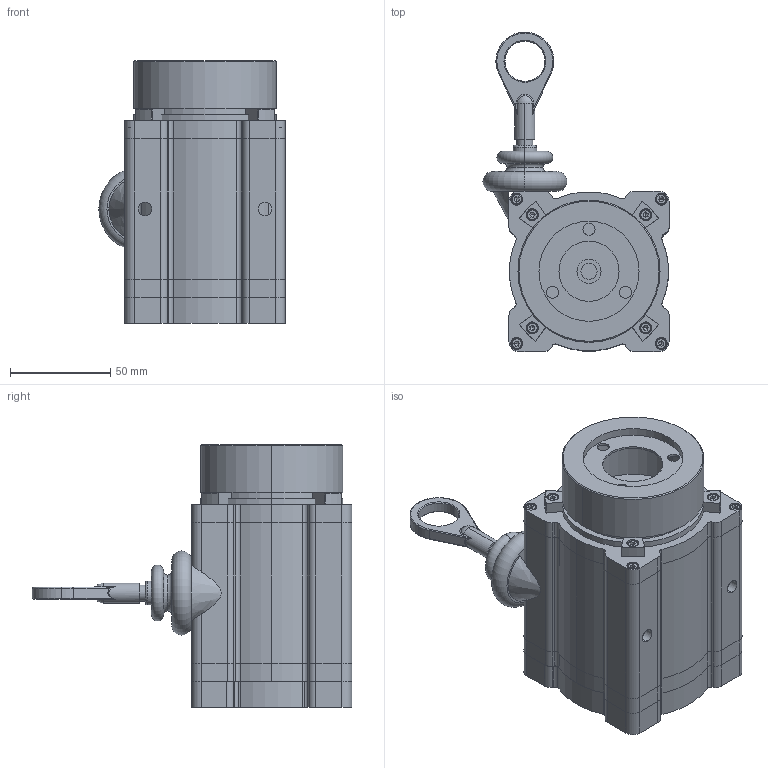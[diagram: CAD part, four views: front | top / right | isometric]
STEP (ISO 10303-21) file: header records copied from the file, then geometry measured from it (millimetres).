
FILE_DESCRIPTION (( 'STEP AP203' ), '1' );
FILE_NAME ('SD3000MB.STEP', '2024-11-08T01:06:25', ( '' ), ( '' ), 'SwSTEP 2.0', 'SolidWorks 2023', '' );
FILE_SCHEMA (( 'CONFIG_CONTROL_DESIGN' ));
Length unit declared in the file: millimetre
Products named in the file (1): SD3000MB
Bounding box: 92.99 x 159.5 x 131 mm (x, y, z)
Volume: 390212.8 mm3; surface area: 134856 mm2
Topology: 23 solids, 23 shells, 748 faces, 1833 edges, 1150 vertices
Faces by surface type: plane 320, cylinder 297, cone 75, torus 42, bspline 12, sphere 2
Entity records: 22602 total; most frequent: CARTESIAN_POINT 4355, DIRECTION 4065, ORIENTED_EDGE 3610, EDGE_CURVE 1805, AXIS2_PLACEMENT_3D 1566, VERTEX_POINT 1150, LINE 933, VECTOR 933
